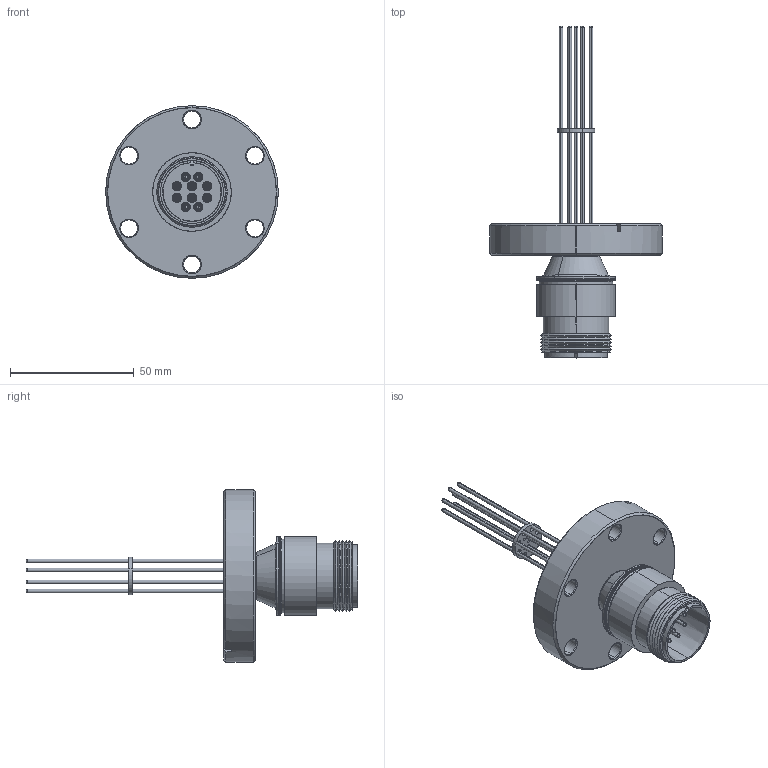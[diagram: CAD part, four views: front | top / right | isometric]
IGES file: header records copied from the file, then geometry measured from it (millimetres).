
Start section: SolidWorks IGES file using analytic representation for surfaces
Global section: file name: 11342-10-CF.IGS; native system: SolidWorks 2016; preprocessor: SolidWorks 2016; author: Obadiah Bucchieri; date: 171114.115348; units: inch
Bounding box: 69.85 x 134.29 x 69.85 mm (x, y, z)
Surface area: 34927.9 mm2 (no closed solid volume)
Topology: 0 solids, 0 shells, 454 faces, 6579 edges, 6579 vertices
Faces by surface type: revolution 319, bspline 135
